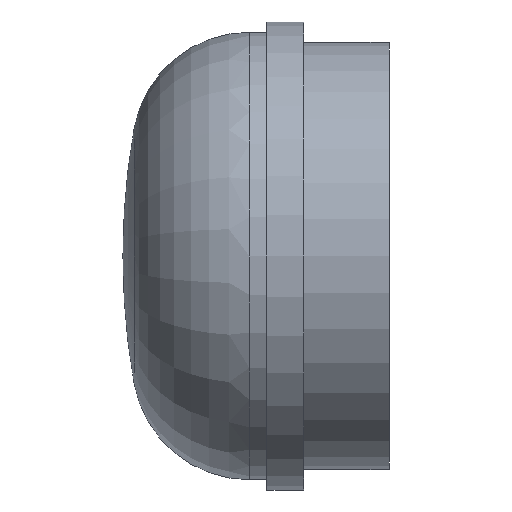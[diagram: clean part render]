
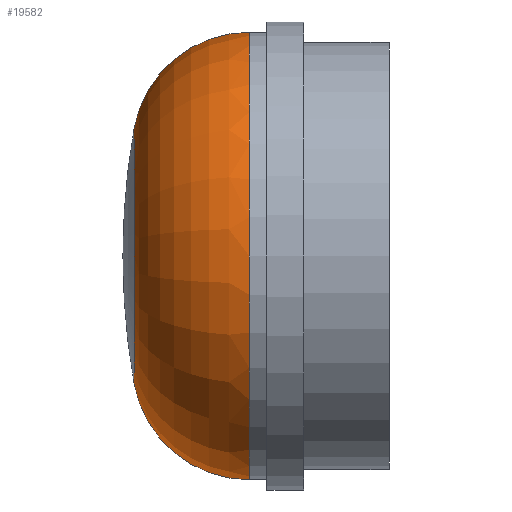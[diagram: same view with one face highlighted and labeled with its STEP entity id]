
A CAD part, left-side view. The second image highlights one B-rep face of the part: STEP entity #19582.
In plain terms, the highlighted toroidal (fillet/blend) face has major radius 18.25 mm and minor radius 20 mm.
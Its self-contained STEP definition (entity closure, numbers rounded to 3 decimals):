
#524 = CARTESIAN_POINT ( 'NONE',  ( -38.5, 28.992, 21.749 ) ) ;
#909 = VERTEX_POINT ( 'NONE', #6850 ) ;
#2026 = FACE_OUTER_BOUND ( 'NONE', #7514, .T. ) ;
#2330 = DIRECTION ( 'NONE',  ( 0., -1., 0. ) ) ;
#3570 = VERTEX_POINT ( 'NONE', #524 ) ;
#4080 = DIRECTION ( 'NONE',  ( 0., 0., 1. ) ) ;
#4260 = ORIENTED_EDGE ( 'NONE', *, *, #11056, .T. ) ;
#4797 = CARTESIAN_POINT ( 'NONE',  ( -38.5, 9.3, 18.25 ) ) ;
#4831 = CIRCLE ( 'NONE', #5466, 20. ) ;
#4855 = TOROIDAL_SURFACE ( 'NONE', #14138, 18.25, 20. ) ;
#5054 = VERTEX_POINT ( 'NONE', #6379 ) ;
#5466 = AXIS2_PLACEMENT_3D ( 'NONE', #17592, #17802, #4080 ) ;
#5544 = EDGE_CURVE ( 'NONE', #5054, #12034, #12678, .T. ) ;
#5885 = EDGE_CURVE ( 'NONE', #3570, #909, #16024, .T. ) ;
#6379 = CARTESIAN_POINT ( 'NONE',  ( -38.5, 9.3, 38.25 ) ) ;
#6850 = CARTESIAN_POINT ( 'NONE',  ( -38.5, 28.992, -21.749 ) ) ;
#7006 = CARTESIAN_POINT ( 'NONE',  ( -38.5, 9.3, -38.25 ) ) ;
#7514 = EDGE_LOOP ( 'NONE', ( #15753, #4260, #13233, #19498 ) ) ;
#9798 = DIRECTION ( 'NONE',  ( 1., 0., 0. ) ) ;
#10149 = DIRECTION ( 'NONE',  ( 0., -1., 0. ) ) ;
#11056 = EDGE_CURVE ( 'NONE', #909, #12034, #4831, .T. ) ;
#12034 = VERTEX_POINT ( 'NONE', #7006 ) ;
#12678 = CIRCLE ( 'NONE', #16508, 38.25 ) ;
#13233 = ORIENTED_EDGE ( 'NONE', *, *, #5544, .F. ) ;
#14138 = AXIS2_PLACEMENT_3D ( 'NONE', #18839, #15649, #15849 ) ;
#14559 = CIRCLE ( 'NONE', #17114, 20. ) ;
#14561 = DIRECTION ( 'NONE',  ( 0., 0., 1. ) ) ;
#14821 = EDGE_CURVE ( 'NONE', #3570, #5054, #14559, .T. ) ;
#15649 = DIRECTION ( 'NONE',  ( 0., -1., 0. ) ) ;
#15753 = ORIENTED_EDGE ( 'NONE', *, *, #5885, .T. ) ;
#15849 = DIRECTION ( 'NONE',  ( 0., 0., -1. ) ) ;
#15851 = DIRECTION ( 'NONE',  ( 0., 0., 1. ) ) ;
#15887 = DIRECTION ( 'NONE',  ( 0., 0., -1. ) ) ;
#16024 = CIRCLE ( 'NONE', #16675, 21.749 ) ;
#16068 = CARTESIAN_POINT ( 'NONE',  ( -38.5, 9.3, 0. ) ) ;
#16508 = AXIS2_PLACEMENT_3D ( 'NONE', #16068, #2330, #14561 ) ;
#16675 = AXIS2_PLACEMENT_3D ( 'NONE', #17350, #10149, #15851 ) ;
#17114 = AXIS2_PLACEMENT_3D ( 'NONE', #4797, #9798, #15887 ) ;
#17350 = CARTESIAN_POINT ( 'NONE',  ( -38.5, 28.992, 0. ) ) ;
#17592 = CARTESIAN_POINT ( 'NONE',  ( -38.5, 9.3, -18.25 ) ) ;
#17802 = DIRECTION ( 'NONE',  ( -1., 0., 0. ) ) ;
#18839 = CARTESIAN_POINT ( 'NONE',  ( -38.5, 9.3, 0. ) ) ;
#19498 = ORIENTED_EDGE ( 'NONE', *, *, #14821, .F. ) ;
#19582 = ADVANCED_FACE ( 'NONE', ( #2026 ), #4855, .T. ) ;
